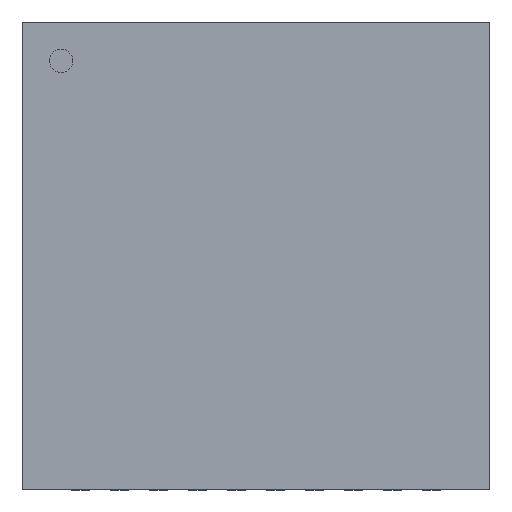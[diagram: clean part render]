
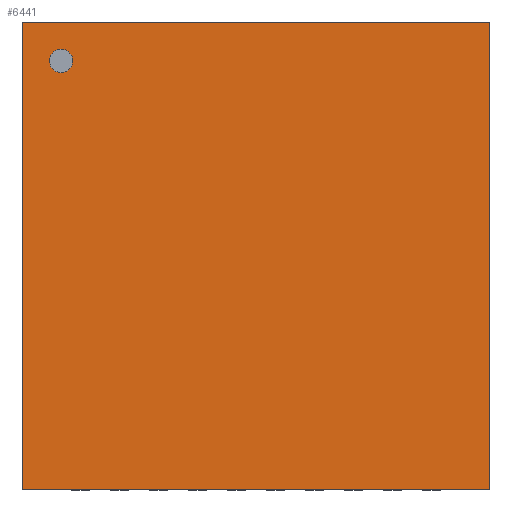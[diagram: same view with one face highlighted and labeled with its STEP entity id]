
A CAD part, top view. The second image highlights one B-rep face of the part: STEP entity #6441.
In plain terms, the highlighted planar face has unit normal (0, 0, 1).
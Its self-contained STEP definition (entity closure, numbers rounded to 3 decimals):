
#1528 = EDGE_CURVE('',#1529,#1531,#1533,.T.);
#1529 = VERTEX_POINT('',#1530);
#1530 = CARTESIAN_POINT('',(-2.99,2.99,1.));
#1531 = VERTEX_POINT('',#1532);
#1532 = CARTESIAN_POINT('',(2.99,2.99,1.));
#1533 = LINE('',#1534,#1535);
#1534 = CARTESIAN_POINT('',(-2.99,2.99,1.));
#1535 = VECTOR('',#1536,1.);
#1536 = DIRECTION('',(1.,0.,0.));
#1789 = EDGE_CURVE('',#1529,#1790,#1792,.T.);
#1790 = VERTEX_POINT('',#1791);
#1791 = CARTESIAN_POINT('',(-2.99,-2.99,1.));
#1792 = LINE('',#1793,#1794);
#1793 = CARTESIAN_POINT('',(-2.99,2.99,1.));
#1794 = VECTOR('',#1795,1.);
#1795 = DIRECTION('',(0.,-1.,0.));
#3886 = EDGE_CURVE('',#1531,#3887,#3889,.T.);
#3887 = VERTEX_POINT('',#3888);
#3888 = CARTESIAN_POINT('',(2.99,-2.99,1.));
#3889 = LINE('',#3890,#3891);
#3890 = CARTESIAN_POINT('',(2.99,2.99,1.));
#3891 = VECTOR('',#3892,1.);
#3892 = DIRECTION('',(0.,-1.,0.));
#4138 = EDGE_CURVE('',#1790,#3887,#4139,.T.);
#4139 = LINE('',#4140,#4141);
#4140 = CARTESIAN_POINT('',(-2.99,-2.99,1.));
#4141 = VECTOR('',#4142,1.);
#4142 = DIRECTION('',(1.,0.,0.));
#6441 = ADVANCED_FACE('',(#6442,#6448),#6459,.T.);
#6442 = FACE_BOUND('',#6443,.T.);
#6443 = EDGE_LOOP('',(#6444,#6445,#6446,#6447));
#6444 = ORIENTED_EDGE('',*,*,#1528,.F.);
#6445 = ORIENTED_EDGE('',*,*,#1789,.T.);
#6446 = ORIENTED_EDGE('',*,*,#4138,.T.);
#6447 = ORIENTED_EDGE('',*,*,#3886,.F.);
#6448 = FACE_BOUND('',#6449,.T.);
#6449 = EDGE_LOOP('',(#6450));
#6450 = ORIENTED_EDGE('',*,*,#6451,.T.);
#6451 = EDGE_CURVE('',#6452,#6452,#6454,.T.);
#6452 = VERTEX_POINT('',#6453);
#6453 = CARTESIAN_POINT('',(-2.5,2.35,1.));
#6454 = CIRCLE('',#6455,0.15);
#6455 = AXIS2_PLACEMENT_3D('',#6456,#6457,#6458);
#6456 = CARTESIAN_POINT('',(-2.5,2.5,1.));
#6457 = DIRECTION('',(0.,0.,-1.));
#6458 = DIRECTION('',(0.,-1.,0.));
#6459 = PLANE('',#6460);
#6460 = AXIS2_PLACEMENT_3D('',#6461,#6462,#6463);
#6461 = CARTESIAN_POINT('',(-2.99,2.99,1.));
#6462 = DIRECTION('',(0.,0.,1.));
#6463 = DIRECTION('',(0.,-1.,0.));
